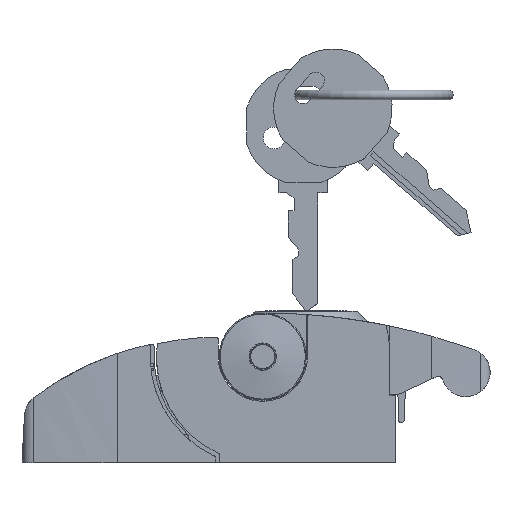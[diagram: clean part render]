
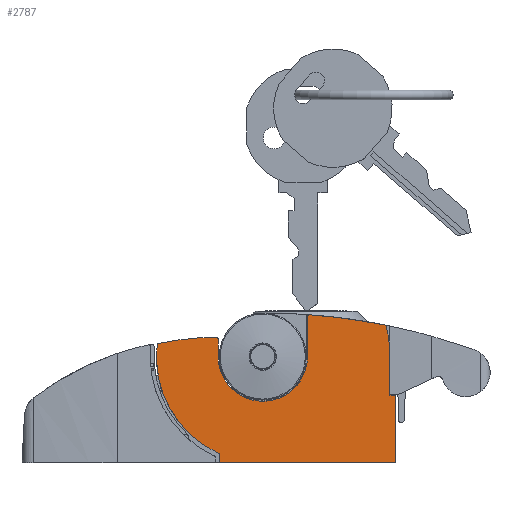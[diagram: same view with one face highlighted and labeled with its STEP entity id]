
A CAD part, front view. The second image highlights one B-rep face of the part: STEP entity #2787.
In plain terms, the highlighted face is planar.
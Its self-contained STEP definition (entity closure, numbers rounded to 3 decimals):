
#2787 = ADVANCED_FACE( '', ( #5919 ), #5920, .T. );
#5919 = FACE_OUTER_BOUND( '', #10495, .T. );
#5920 = PLANE( '', #10496 );
#10495 = EDGE_LOOP( '', ( #19174, #19175, #19176, #19177, #19178, #19179, #19180, #19181, #19182, #19183, #19184, #19185, #19186, #19187, #19188, #19189 ) );
#10496 = AXIS2_PLACEMENT_3D( '', #19190, #19191, #19192 );
#19174 = ORIENTED_EDGE( '', *, *, #26901, .F. );
#19175 = ORIENTED_EDGE( '', *, *, #25155, .T. );
#19176 = ORIENTED_EDGE( '', *, *, #23566, .T. );
#19177 = ORIENTED_EDGE( '', *, *, #26556, .T. );
#19178 = ORIENTED_EDGE( '', *, *, #25204, .T. );
#19179 = ORIENTED_EDGE( '', *, *, #26496, .T. );
#19180 = ORIENTED_EDGE( '', *, *, #23635, .T. );
#19181 = ORIENTED_EDGE( '', *, *, #25071, .F. );
#19182 = ORIENTED_EDGE( '', *, *, #23573, .T. );
#19183 = ORIENTED_EDGE( '', *, *, #26143, .T. );
#19184 = ORIENTED_EDGE( '', *, *, #26902, .T. );
#19185 = ORIENTED_EDGE( '', *, *, #26459, .T. );
#19186 = ORIENTED_EDGE( '', *, *, #25957, .F. );
#19187 = ORIENTED_EDGE( '', *, *, #26903, .T. );
#19188 = ORIENTED_EDGE( '', *, *, #24277, .T. );
#19189 = ORIENTED_EDGE( '', *, *, #25589, .T. );
#19190 = CARTESIAN_POINT( '', ( -9.25, -34., 37.5 ) );
#19191 = DIRECTION( '', ( 0., 0., 1. ) );
#19192 = DIRECTION( '', ( 1., 0., 0. ) );
#23566 = EDGE_CURVE( '', #27949, #27950, #27951, .T. );
#23573 = EDGE_CURVE( '', #27963, #27961, #27964, .T. );
#23635 = EDGE_CURVE( '', #28075, #28073, #28076, .T. );
#24277 = EDGE_CURVE( '', #29231, #29229, #29232, .T. );
#25071 = EDGE_CURVE( '', #27963, #28073, #30557, .T. );
#25155 = EDGE_CURVE( '', #30695, #27949, #30696, .T. );
#25204 = EDGE_CURVE( '', #30770, #30768, #30771, .T. );
#25589 = EDGE_CURVE( '', #29229, #31359, #31362, .T. );
#25957 = EDGE_CURVE( '', #31922, #31924, #31925, .T. );
#26143 = EDGE_CURVE( '', #27961, #32206, #32208, .T. );
#26459 = EDGE_CURVE( '', #32642, #31924, #32647, .T. );
#26496 = EDGE_CURVE( '', #30768, #28075, #32698, .T. );
#26556 = EDGE_CURVE( '', #27950, #30770, #32774, .T. );
#26901 = EDGE_CURVE( '', #30695, #31359, #33230, .T. );
#26902 = EDGE_CURVE( '', #32206, #32642, #33231, .T. );
#26903 = EDGE_CURVE( '', #31922, #29231, #33232, .T. );
#27949 = VERTEX_POINT( '', #34433 );
#27950 = VERTEX_POINT( '', #34434 );
#27951 = CIRCLE( '', #34435, 26.3 );
#27961 = VERTEX_POINT( '', #34448 );
#27963 = VERTEX_POINT( '', #34451 );
#27964 = LINE( '', #34452, #34453 );
#28073 = VERTEX_POINT( '', #34613 );
#28075 = VERTEX_POINT( '', #34616 );
#28076 = LINE( '', #34617, #34618 );
#29229 = VERTEX_POINT( '', #36455 );
#29231 = VERTEX_POINT( '', #36458 );
#29232 = LINE( '', #36459, #36460 );
#30557 = CIRCLE( '', #38427, 9.25 );
#30695 = VERTEX_POINT( '', #38630 );
#30696 = LINE( '', #38631, #38632 );
#30768 = VERTEX_POINT( '', #38768 );
#30770 = VERTEX_POINT( '', #38771 );
#30771 = CIRCLE( '', #38772, 130. );
#31359 = VERTEX_POINT( '', #39739 );
#31362 = LINE( '', #39743, #39744 );
#31922 = VERTEX_POINT( '', #40834 );
#31924 = VERTEX_POINT( '', #40837 );
#31925 = CIRCLE( '', #40838, 0.3 );
#32206 = VERTEX_POINT( '', #41248 );
#32208 = CIRCLE( '', #41251, 0.3 );
#32642 = VERTEX_POINT( '', #42079 );
#32647 = CIRCLE( '', #42086, 22. );
#32698 = CIRCLE( '', #42243, 0.3 );
#32774 = CIRCLE( '', #42357, 0.3 );
#33230 = LINE( '', #43046, #43047 );
#33231 = CIRCLE( '', #43048, 60. );
#33232 = LINE( '', #43049, #43050 );
#34433 = CARTESIAN_POINT( '', ( 26.29, 22.725, 37.5 ) );
#34434 = CARTESIAN_POINT( '', ( 25.536, 28.291, 37.5 ) );
#34435 = AXIS2_PLACEMENT_3D( '', #45004, #45005, #45006 );
#34448 = CARTESIAN_POINT( '', ( -9.25, 25.699, 37.5 ) );
#34451 = CARTESIAN_POINT( '', ( -9.25, 22., 37.5 ) );
#34452 = CARTESIAN_POINT( '', ( -9.25, 22., 37.5 ) );
#34453 = VECTOR( '', #45014, 1000. );
#34613 = CARTESIAN_POINT( '', ( 9.25, 22., 37.5 ) );
#34616 = CARTESIAN_POINT( '', ( 9.25, 30.348, 37.5 ) );
#34617 = CARTESIAN_POINT( '', ( 9.25, 30.348, 37.5 ) );
#34618 = VECTOR( '', #45073, 1000. );
#36455 = CARTESIAN_POINT( '', ( 27.5, 0., 37.5 ) );
#36458 = CARTESIAN_POINT( '', ( -9., 0., 37.5 ) );
#36459 = CARTESIAN_POINT( '', ( -9., 0., 37.5 ) );
#36460 = VECTOR( '', #45922, 1000. );
#38427 = AXIS2_PLACEMENT_3D( '', #46882, #46883, #46884 );
#38630 = CARTESIAN_POINT( '', ( 26.29, 14., 37.5 ) );
#38631 = CARTESIAN_POINT( '', ( 26.29, -34., 37.5 ) );
#38632 = VECTOR( '', #46975, 1000. );
#38768 = CARTESIAN_POINT( '', ( 9.572, 30.647, 37.5 ) );
#38771 = CARTESIAN_POINT( '', ( 25.304, 28.514, 37.5 ) );
#38772 = AXIS2_PLACEMENT_3D( '', #47027, #47028, #47029 );
#39739 = CARTESIAN_POINT( '', ( 27.5, 14., 37.5 ) );
#39743 = CARTESIAN_POINT( '', ( 27.5, 0., 37.5 ) );
#39744 = VECTOR( '', #47468, 1000. );
#40834 = CARTESIAN_POINT( '', ( -9.031, 1.751, 37.5 ) );
#40837 = CARTESIAN_POINT( '', ( -9.205, 2.018, 37.5 ) );
#40838 = AXIS2_PLACEMENT_3D( '', #47889, #47890, #47891 );
#41248 = CARTESIAN_POINT( '', ( -9.552, 25.999, 37.5 ) );
#41251 = AXIS2_PLACEMENT_3D( '', #48135, #48136, #48137 );
#42079 = CARTESIAN_POINT( '', ( -21.838, 24.665, 37.5 ) );
#42086 = AXIS2_PLACEMENT_3D( '', #48477, #48478, #48479 );
#42243 = AXIS2_PLACEMENT_3D( '', #48510, #48511, #48512 );
#42357 = AXIS2_PLACEMENT_3D( '', #48563, #48564, #48565 );
#43046 = CARTESIAN_POINT( '', ( -9.25, 14., 37.5 ) );
#43047 = VECTOR( '', #48908, 1000. );
#43048 = AXIS2_PLACEMENT_3D( '', #48909, #48910, #48911 );
#43049 = CARTESIAN_POINT( '', ( -9.031, 1.751, 37.5 ) );
#43050 = VECTOR( '', #48912, 1000. );
#45004 = CARTESIAN_POINT( '', ( 0., 22., 37.5 ) );
#45005 = DIRECTION( '', ( 0., 0., 1. ) );
#45006 = DIRECTION( '', ( 1., 0., 0. ) );
#45014 = DIRECTION( '', ( 0., 1., 0. ) );
#45073 = DIRECTION( '', ( 0., -1., 0. ) );
#45922 = DIRECTION( '', ( 1., 0., 0. ) );
#46882 = CARTESIAN_POINT( '', ( 0., 22., 37.5 ) );
#46883 = DIRECTION( '', ( 0., 0., 1. ) );
#46884 = DIRECTION( '', ( 1., 0., 0. ) );
#46975 = DIRECTION( '', ( 0., 1., 0. ) );
#47027 = CARTESIAN_POINT( '', ( 0., -99., 37.5 ) );
#47028 = DIRECTION( '', ( 0., 0., 1. ) );
#47029 = DIRECTION( '', ( 1., 0., 0. ) );
#47468 = DIRECTION( '', ( 0., 1., 0. ) );
#47889 = CARTESIAN_POINT( '', ( -9.331, 1.746, 37.5 ) );
#47890 = DIRECTION( '', ( 0., 0., 1. ) );
#47891 = DIRECTION( '', ( 1., 0., 0. ) );
#48135 = CARTESIAN_POINT( '', ( -9.55, 25.699, 37.5 ) );
#48136 = DIRECTION( '', ( 0., 0., 1. ) );
#48137 = DIRECTION( '', ( 1., 0., 0. ) );
#48477 = CARTESIAN_POINT( '', ( 0., 22., 37.5 ) );
#48478 = DIRECTION( '', ( 0., 0., 1. ) );
#48479 = DIRECTION( '', ( 1., 0., 0. ) );
#48510 = CARTESIAN_POINT( '', ( 9.55, 30.348, 37.5 ) );
#48511 = DIRECTION( '', ( 0., 0., 1. ) );
#48512 = DIRECTION( '', ( 1., 0., 0. ) );
#48563 = CARTESIAN_POINT( '', ( 25.245, 28.219, 37.5 ) );
#48564 = DIRECTION( '', ( 0., 0., 1. ) );
#48565 = DIRECTION( '', ( 1., 0., 0. ) );
#48908 = DIRECTION( '', ( 1., 0., 0. ) );
#48909 = CARTESIAN_POINT( '', ( -9.25, -34., 37.5 ) );
#48910 = DIRECTION( '', ( 0., 0., 1. ) );
#48911 = DIRECTION( '', ( 1., 0., 0. ) );
#48912 = DIRECTION( '', ( 0.017, -1., 0. ) );
